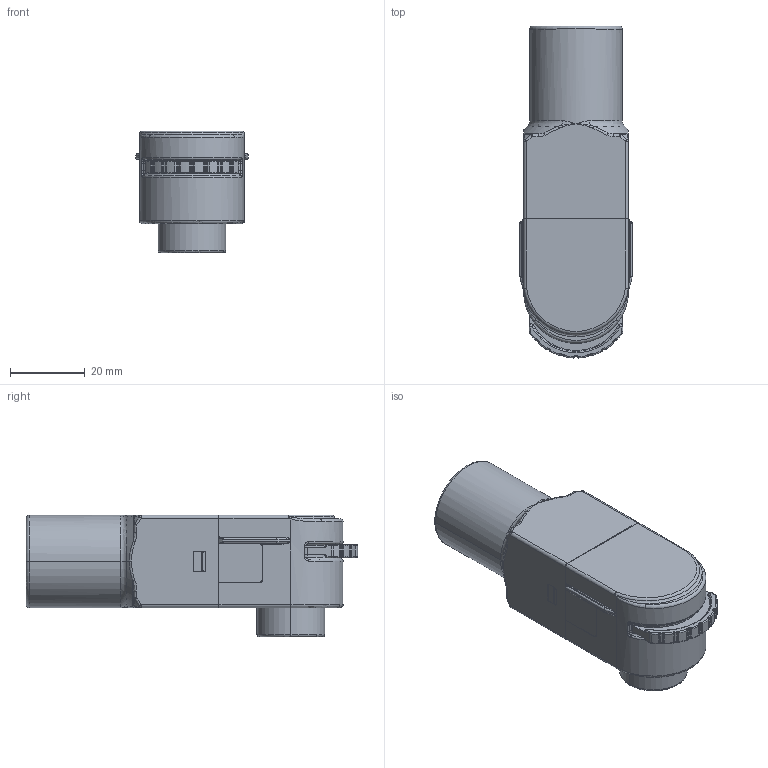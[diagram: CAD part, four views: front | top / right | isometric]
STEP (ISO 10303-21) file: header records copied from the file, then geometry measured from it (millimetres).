
FILE_DESCRIPTION(('CATIA V5 STEP Exchange','CAx-IF Rec.Pracs.--- Model Styling and Organization---1.5--- 2016-08-15','CAx-IF Rec.Pracs.---Supplemental Geometry---1.0---2011-11-01','CAx-IF Rec.Pracs.--- Composite Materials ---1.1---2010-07-15'),'2;1');
FILE_NAME ('1954124-4_0', '2024-07-23T05:25:15+00:00', ('none'), ('Weidmueller'), 'CATIA Version 5-6 Release 2022 SP4 HF5', 'CATIA V5 STEP AP214 v3', 'none');
FILE_SCHEMA(('AUTOMOTIVE_DESIGN { 1 0 10303 214 1 1 1 1 }'));
Length unit declared in the file: millimetre
Products named in the file (1): 2991940000
Bounding box: 30 x 88.6 x 32.5 mm (x, y, z)
Volume: 48804.4 mm3; surface area: 17093.3 mm2
Topology: 5 solids, 9 shells, 1042 faces, 2629 edges, 1581 vertices
Faces by surface type: bspline 274, plane 272, cylinder 229, torus 157, sphere 68, cone 39, extrusion 3
Entity records: 39985 total; most frequent: CARTESIAN_POINT 18195, ORIENTED_EDGE 5156, DIRECTION 3309, EDGE_CURVE 2578, VERTEX_POINT 1581, AXIS2_PLACEMENT_3D 1580, EDGE_LOOP 1105, ADVANCED_FACE 1042
